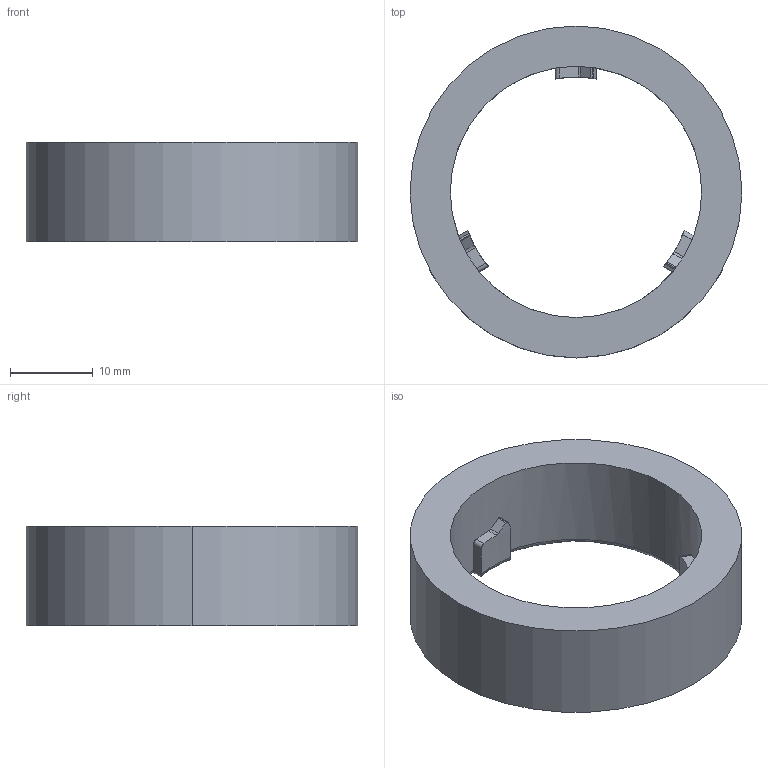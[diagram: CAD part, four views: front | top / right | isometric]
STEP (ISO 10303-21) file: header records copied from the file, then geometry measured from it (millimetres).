
FILE_DESCRIPTION (( 'STEP AP214' ), '1' );
FILE_NAME ('shroud_snapbase.STEP', '2023-03-25T22:47:13', ( '' ), ( '' ), 'SwSTEP 2.0', 'SolidWorks 2018', '' );
FILE_SCHEMA (( 'AUTOMOTIVE_DESIGN' ));
Length unit declared in the file: millimetre
Products named in the file (1): shroud_snapbase
Bounding box: 40 x 40 x 12 mm (x, y, z)
Volume: 6518.3 mm3; surface area: 3773.8 mm2
Topology: 1 solids, 1 shells, 52 faces, 149 edges, 99 vertices
Faces by surface type: cylinder 28, plane 17, torus 7
Entity records: 1863 total; most frequent: CARTESIAN_POINT 577, ORIENTED_EDGE 298, DIRECTION 217, EDGE_CURVE 149, VERTEX_POINT 99, AXIS2_PLACEMENT_3D 81, LINE 55, VECTOR 55
